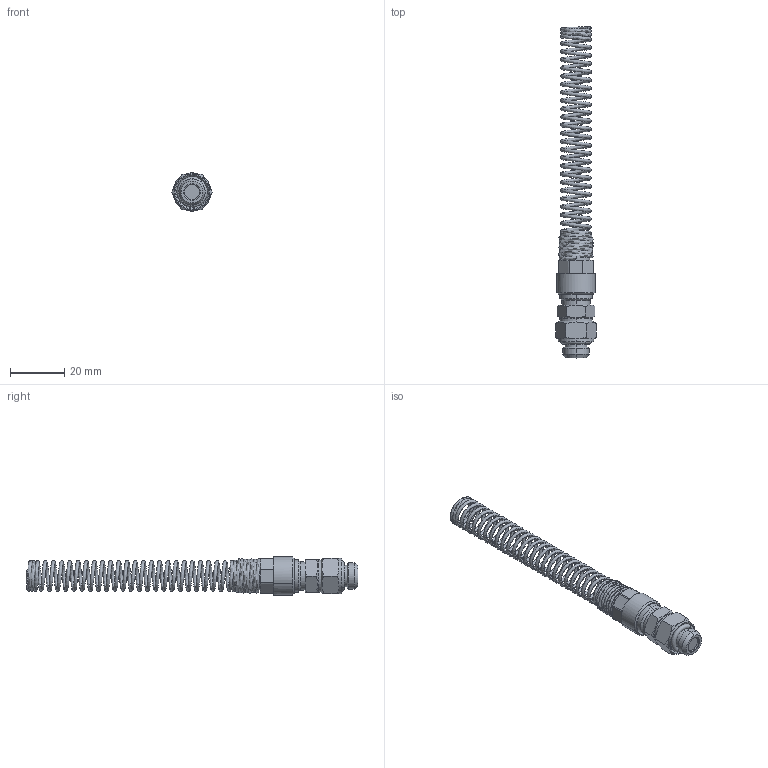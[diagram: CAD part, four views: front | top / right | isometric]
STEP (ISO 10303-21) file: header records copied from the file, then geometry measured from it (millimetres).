
FILE_DESCRIPTION (( 'STEP AP214' ), '1' );
FILE_NAME ('0102700003.step', '2012-09-28T13:19:59', ( '' ), ( '' ), 'SwSTEP 2.0', 'SolidWorks 2012', '' );
FILE_SCHEMA (( 'AUTOMOTIVE_DESIGN' ));
Length unit declared in the file: millimetre
Products named in the file (1): 0102700003
Bounding box: 15.01 x 121.9 x 13.99 mm (x, y, z)
Volume: 6270.7 mm3; surface area: 6927.5 mm2
Topology: 2 solids, 3 shells, 147 faces, 334 edges, 205 vertices
Faces by surface type: cone 52, cylinder 43, plane 38, torus 10, bspline 4
Entity records: 22362 total; most frequent: CARTESIAN_POINT 17516, ORIENTED_EDGE 668, DIRECTION 660, EDGE_CURVE 334, AXIS2_PLACEMENT_3D 282, VERTEX_POINT 205, EDGE_LOOP 161, UNCERTAINTY_MEASURE_WITH_UNIT 151
